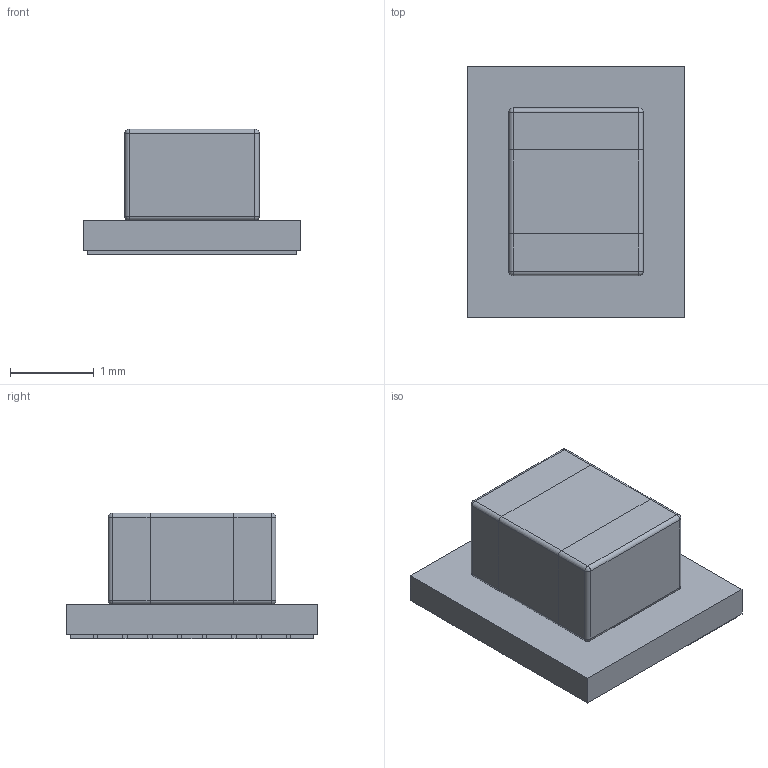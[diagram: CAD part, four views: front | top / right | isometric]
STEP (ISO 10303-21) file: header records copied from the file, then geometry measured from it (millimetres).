
FILE_DESCRIPTION(/* description */ (''),/* implementation_level */ '2;1');
FILE_NAME(/* name */ 'TEXAS_SIL0008A (uSIP).stp',/* time_stamp */ '2015-11-20T18:00:03+01:00',/* author */ ('bcivel'),/* organization */ (''),/* preprocessor_version */ 'ST-DEVELOPER v15.5',/* originating_system */ 'AutoCAD Mechanical',/* authorisation */ '');
FILE_SCHEMA (('AUTOMOTIVE_DESIGN { 1 0 10303 214 3 1 1 }'));
Length unit declared in the file: millimetre
Products named in the file (1): Product
Bounding box: 2.6 x 3 x 1.5 mm (x, y, z)
Volume: 6.6 mm3; surface area: 50.4 mm2
Topology: 13 solids, 13 shells, 196 faces, 461 edges, 294 vertices
Faces by surface type: plane 168, cylinder 20, sphere 8
Entity records: 5486 total; most frequent: CARTESIAN_POINT 944, ORIENTED_EDGE 906, DIRECTION 887, EDGE_CURVE 453, LINE 413, VECTOR 413, VERTEX_POINT 294, AXIS2_PLACEMENT_3D 237
